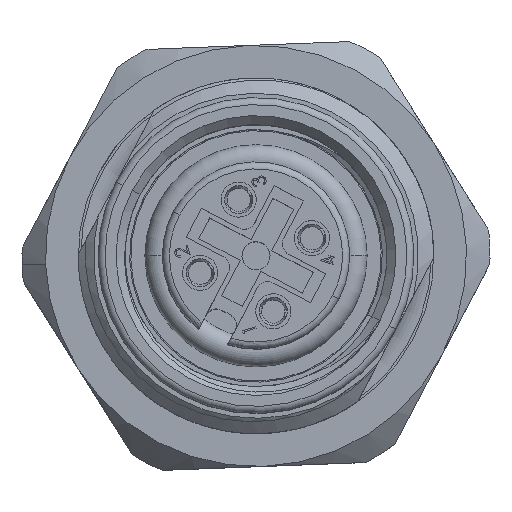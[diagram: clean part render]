
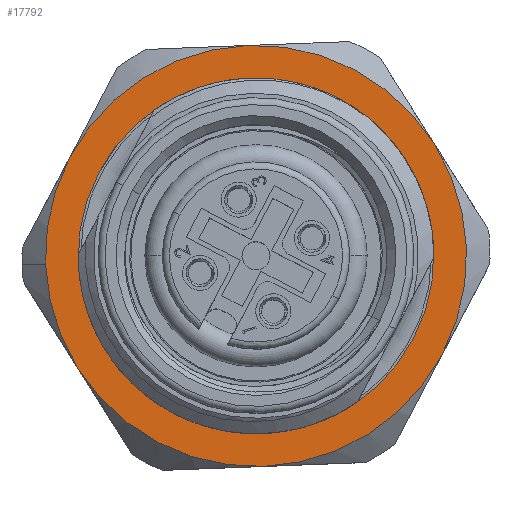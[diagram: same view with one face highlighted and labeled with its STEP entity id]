
A CAD part, top view. The second image highlights one B-rep face of the part: STEP entity #17792.
In plain terms, the highlighted face is planar.
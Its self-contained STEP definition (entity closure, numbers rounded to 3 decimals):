
#683 = AXIS2_PLACEMENT_3D ( 'NONE', #15710, #15711, #15713 ) ;
#685 = AXIS2_PLACEMENT_3D ( 'NONE', #15723, #15724, #15725 ) ;
#702 = AXIS2_PLACEMENT_3D ( 'NONE', #15874, #15876, #15878 ) ;
#703 = AXIS2_PLACEMENT_3D ( 'NONE', #15889, #15891, #15892 ) ;
#704 = AXIS2_PLACEMENT_3D ( 'NONE', #15903, #15904, #15905 ) ;
#705 = AXIS2_PLACEMENT_3D ( 'NONE', #15935, #15937, #15939 ) ;
#706 = AXIS2_PLACEMENT_3D ( 'NONE', #15959, #15961, #15963 ) ;
#707 = AXIS2_PLACEMENT_3D ( 'NONE', #15991, #15993, #15995 ) ;
#708 = AXIS2_PLACEMENT_3D ( 'NONE', #16020, #16022, #16024 ) ;
#846 = AXIS2_PLACEMENT_3D ( 'NONE', #6691, #6699, #6700 ) ;
#5690 = CIRCLE ( 'NONE', #706, 9. ) ;
#5691 = CIRCLE ( 'NONE', #705, 9. ) ;
#5692 = CIRCLE ( 'NONE', #708, 7.6 ) ;
#5693 = CIRCLE ( 'NONE', #703, 9. ) ;
#5694 = CIRCLE ( 'NONE', #704, 9. ) ;
#5696 = CIRCLE ( 'NONE', #707, 9. ) ;
#5708 = CIRCLE ( 'NONE', #702, 9. ) ;
#6691 = CARTESIAN_POINT ( 'NONE',  ( 0., 0., 0. ) ) ;
#6697 = PLANE ( 'NONE',  #846 ) ;
#6699 = DIRECTION ( 'NONE',  ( 0., 0., 1. ) ) ;
#6700 = DIRECTION ( 'NONE',  ( 1., 0., 0. ) ) ;
#7458 = CIRCLE ( 'NONE', #683, 7.6 ) ;
#13729 = CIRCLE ( 'NONE', #685, 9. ) ;
#14537 = FACE_BOUND ( 'NONE', #16659, .T. ) ;
#14540 = FACE_OUTER_BOUND ( 'NONE', #16661, .T. ) ;
#14660 = ORIENTED_EDGE ( 'NONE', *, *, #17281, .T. ) ;
#14661 = ORIENTED_EDGE ( 'NONE', *, *, #17339, .T. ) ;
#14662 = ORIENTED_EDGE ( 'NONE', *, *, #17327, .T. ) ;
#14663 = ORIENTED_EDGE ( 'NONE', *, *, #17284, .T. ) ;
#14664 = ORIENTED_EDGE ( 'NONE', *, *, #17325, .T. ) ;
#14665 = ORIENTED_EDGE ( 'NONE', *, *, #17323, .T. ) ;
#14666 = ORIENTED_EDGE ( 'NONE', *, *, #17336, .T. ) ;
#14667 = ORIENTED_EDGE ( 'NONE', *, *, #17333, .T. ) ;
#14668 = ORIENTED_EDGE ( 'NONE', *, *, #17331, .T. ) ;
#15210 = CARTESIAN_POINT ( 'NONE',  ( 0., 9., 0. ) ) ;
#15299 = CARTESIAN_POINT ( 'NONE',  ( 7.794, 4.5, 0. ) ) ;
#15317 = CARTESIAN_POINT ( 'NONE',  ( 0., -9., 0. ) ) ;
#15323 = CARTESIAN_POINT ( 'NONE',  ( -7.794, 4.5, 0. ) ) ;
#15328 = CARTESIAN_POINT ( 'NONE',  ( 7.794, -4.5, 0. ) ) ;
#15430 = CARTESIAN_POINT ( 'NONE',  ( -7.794, -4.5, 0. ) ) ;
#15443 = CARTESIAN_POINT ( 'NONE',  ( -7.6, 0., 0. ) ) ;
#15509 = CARTESIAN_POINT ( 'NONE',  ( 9., 0., 0. ) ) ;
#15656 = CARTESIAN_POINT ( 'NONE',  ( 7.6, 0., 0. ) ) ;
#15710 = CARTESIAN_POINT ( 'NONE',  ( 0., 0., 0. ) ) ;
#15711 = DIRECTION ( 'NONE',  ( 0., 0., 1. ) ) ;
#15713 = DIRECTION ( 'NONE',  ( 1., 0., 0. ) ) ;
#15723 = CARTESIAN_POINT ( 'NONE',  ( 0., 0., 0. ) ) ;
#15724 = DIRECTION ( 'NONE',  ( 0., 0., -1. ) ) ;
#15725 = DIRECTION ( 'NONE',  ( 1., 0., 0. ) ) ;
#15755 = VERTEX_POINT ( 'NONE', #15210 ) ;
#15874 = CARTESIAN_POINT ( 'NONE',  ( 0., 0., 0. ) ) ;
#15876 = DIRECTION ( 'NONE',  ( 0., 0., -1. ) ) ;
#15878 = DIRECTION ( 'NONE',  ( 1., 0., 0. ) ) ;
#15889 = CARTESIAN_POINT ( 'NONE',  ( 0., 0., 0. ) ) ;
#15891 = DIRECTION ( 'NONE',  ( 0., 0., -1. ) ) ;
#15892 = DIRECTION ( 'NONE',  ( 1., 0., 0. ) ) ;
#15903 = CARTESIAN_POINT ( 'NONE',  ( 0., 0., 0. ) ) ;
#15904 = DIRECTION ( 'NONE',  ( 0., 0., -1. ) ) ;
#15905 = DIRECTION ( 'NONE',  ( 1., 0., 0. ) ) ;
#15935 = CARTESIAN_POINT ( 'NONE',  ( 0., 0., 0. ) ) ;
#15937 = DIRECTION ( 'NONE',  ( 0., 0., -1. ) ) ;
#15939 = DIRECTION ( 'NONE',  ( 1., 0., 0. ) ) ;
#15959 = CARTESIAN_POINT ( 'NONE',  ( 0., 0., 0. ) ) ;
#15961 = DIRECTION ( 'NONE',  ( 0., 0., -1. ) ) ;
#15963 = DIRECTION ( 'NONE',  ( 1., 0., 0. ) ) ;
#15990 = VERTEX_POINT ( 'NONE', #15299 ) ;
#15991 = CARTESIAN_POINT ( 'NONE',  ( 0., 0., 0. ) ) ;
#15993 = DIRECTION ( 'NONE',  ( 0., 0., -1. ) ) ;
#15995 = DIRECTION ( 'NONE',  ( 1., 0., 0. ) ) ;
#16018 = VERTEX_POINT ( 'NONE', #15317 ) ;
#16020 = CARTESIAN_POINT ( 'NONE',  ( 0., 0., 0. ) ) ;
#16022 = DIRECTION ( 'NONE',  ( 0., 0., 1. ) ) ;
#16024 = DIRECTION ( 'NONE',  ( 1., 0., 0. ) ) ;
#16026 = VERTEX_POINT ( 'NONE', #15323 ) ;
#16033 = VERTEX_POINT ( 'NONE', #15328 ) ;
#16260 = VERTEX_POINT ( 'NONE', #15430 ) ;
#16286 = VERTEX_POINT ( 'NONE', #15443 ) ;
#16426 = VERTEX_POINT ( 'NONE', #15509 ) ;
#16659 = EDGE_LOOP ( 'NONE', ( #14661, #14660 ) ) ;
#16661 = EDGE_LOOP ( 'NONE', ( #14668, #14667, #14666, #14665, #14664, #14663, #14662 ) ) ;
#17243 = VERTEX_POINT ( 'NONE', #15656 ) ;
#17281 = EDGE_CURVE ( 'NONE', #16286, #17243, #7458, .T. ) ;
#17284 = EDGE_CURVE ( 'NONE', #16426, #16033, #13729, .T. ) ;
#17323 = EDGE_CURVE ( 'NONE', #15755, #15990, #5708, .T. ) ;
#17325 = EDGE_CURVE ( 'NONE', #15990, #16426, #5693, .T. ) ;
#17327 = EDGE_CURVE ( 'NONE', #16033, #16018, #5694, .T. ) ;
#17331 = EDGE_CURVE ( 'NONE', #16018, #16260, #5691, .T. ) ;
#17333 = EDGE_CURVE ( 'NONE', #16260, #16026, #5690, .T. ) ;
#17336 = EDGE_CURVE ( 'NONE', #16026, #15755, #5696, .T. ) ;
#17339 = EDGE_CURVE ( 'NONE', #17243, #16286, #5692, .T. ) ;
#17792 = ADVANCED_FACE ( 'NONE', ( #14540, #14537 ), #6697, .F. ) ;
